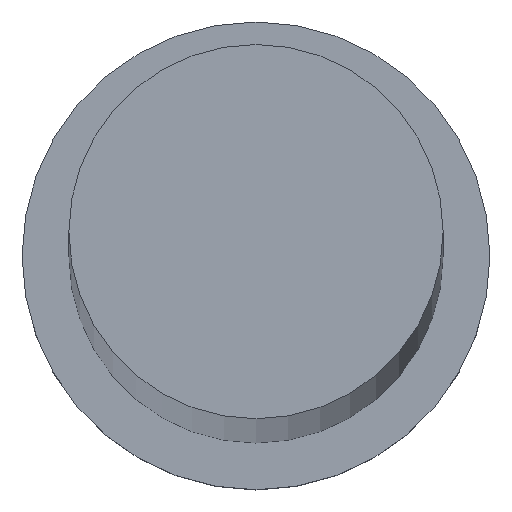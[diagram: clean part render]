
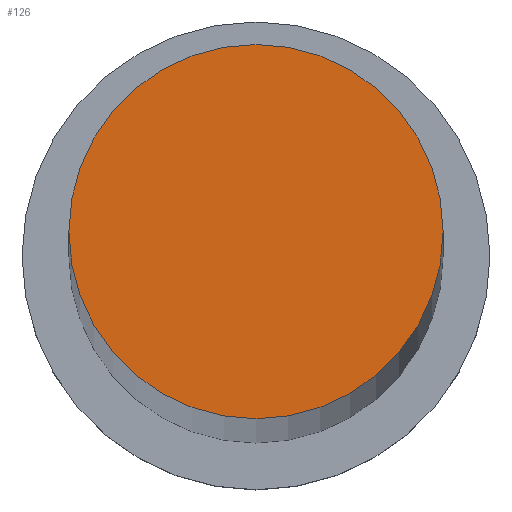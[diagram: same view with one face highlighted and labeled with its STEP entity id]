
A CAD part, top view. The second image highlights one B-rep face of the part: STEP entity #126.
In plain terms, the highlighted planar face has unit normal (0, 0, 1).
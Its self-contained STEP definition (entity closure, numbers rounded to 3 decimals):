
#10 = ORIENTED_EDGE ( 'NONE', *, *, #204, .T. ) ;
#11 = ORIENTED_EDGE ( 'NONE', *, *, #128, .T. ) ;
#13 = DIRECTION ( 'NONE',  ( 1., 0., 0. ) ) ;
#37 = AXIS2_PLACEMENT_3D ( 'NONE', #227, #127, #46 ) ;
#46 = DIRECTION ( 'NONE',  ( 1., 0., 0. ) ) ;
#50 = CARTESIAN_POINT ( 'NONE',  ( 0., 0., 1200. ) ) ;
#68 = VERTEX_POINT ( 'NONE', #136 ) ;
#74 = DIRECTION ( 'NONE',  ( 0., 0., 1. ) ) ;
#78 = CIRCLE ( 'NONE', #37, 16. ) ;
#97 = AXIS2_PLACEMENT_3D ( 'NONE', #50, #212, #13 ) ;
#126 = ADVANCED_FACE ( 'NONE', ( #131 ), #234, .T. ) ;
#127 = DIRECTION ( 'NONE',  ( 0., 0., 1. ) ) ;
#128 = EDGE_CURVE ( 'NONE', #158, #68, #78, .T. ) ;
#131 = FACE_OUTER_BOUND ( 'NONE', #179, .T. ) ;
#136 = CARTESIAN_POINT ( 'NONE',  ( -16., 0., 1200. ) ) ;
#146 = AXIS2_PLACEMENT_3D ( 'NONE', #255, #74, #208 ) ;
#158 = VERTEX_POINT ( 'NONE', #211 ) ;
#176 = CIRCLE ( 'NONE', #146, 16. ) ;
#179 = EDGE_LOOP ( 'NONE', ( #10, #11 ) ) ;
#204 = EDGE_CURVE ( 'NONE', #68, #158, #176, .T. ) ;
#208 = DIRECTION ( 'NONE',  ( 1., 0., 0. ) ) ;
#211 = CARTESIAN_POINT ( 'NONE',  ( 16., 0., 1200. ) ) ;
#212 = DIRECTION ( 'NONE',  ( 0., 0., 1. ) ) ;
#227 = CARTESIAN_POINT ( 'NONE',  ( 0., 0., 1200. ) ) ;
#234 = PLANE ( 'NONE',  #97 ) ;
#255 = CARTESIAN_POINT ( 'NONE',  ( 0., 0., 1200. ) ) ;
